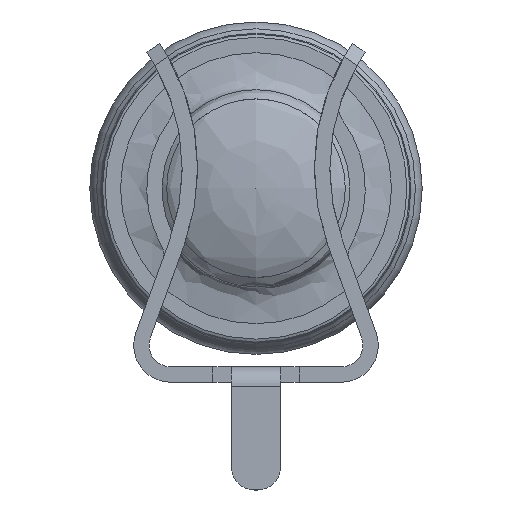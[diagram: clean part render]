
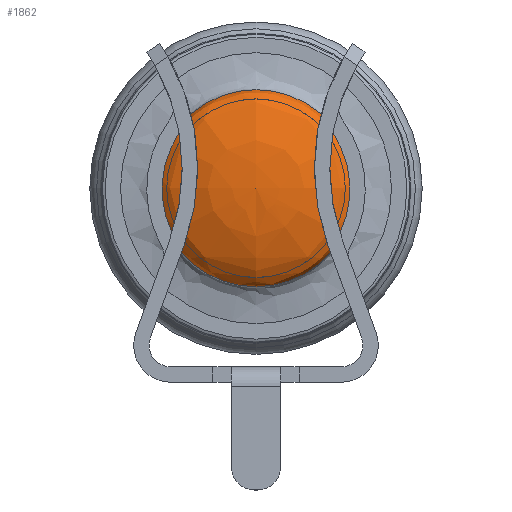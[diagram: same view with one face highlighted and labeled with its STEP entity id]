
A CAD part, left-side view. The second image highlights one B-rep face of the part: STEP entity #1862.
In plain terms, the highlighted free-form (B-spline) face has degree [3, 3] with [4, 7] control points.
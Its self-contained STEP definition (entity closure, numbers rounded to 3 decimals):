
#17 = CARTESIAN_POINT ( 'NONE',  ( 9., -1.875, -3.749 ) ) ;
#56 = CARTESIAN_POINT ( 'NONE',  ( 8., 3.2, -6.4 ) ) ;
#345 = CARTESIAN_POINT ( 'NONE',  ( 9., 0., 0. ) ) ;
#388 = CARTESIAN_POINT ( 'NONE',  ( 8.586, 3.2, 6.4 ) ) ;
#439 = DIRECTION ( 'NONE',  ( 0., 0., -1. ) ) ;
#682 = FACE_OUTER_BOUND ( 'NONE', #3984, .T. ) ;
#723 = CARTESIAN_POINT ( 'NONE',  ( 8., 3.2, 0. ) ) ;
#739 = CARTESIAN_POINT ( 'NONE',  ( 8.586, 3.2, -6.4 ) ) ;
#982 = CARTESIAN_POINT ( 'NONE',  ( 8.586, 3.2, 0. ) ) ;
#1035 = AXIS2_PLACEMENT_3D ( 'NONE', #2060, #2392, #439 ) ;
#1037 = CARTESIAN_POINT ( 'NONE',  ( 8.586, -3.2, -6.4 ) ) ;
#1063 = CARTESIAN_POINT ( 'NONE',  ( 9., 0., 0. ) ) ;
#1256 = EDGE_CURVE ( 'NONE', #3412, #3412, #2895, .T. ) ;
#1331 = CARTESIAN_POINT ( 'NONE',  ( 9., 1.875, -3.749 ) ) ;
#1353 = CARTESIAN_POINT ( 'NONE',  ( 9., 0., 0. ) ) ;
#1370 = CARTESIAN_POINT ( 'NONE',  ( 8.586, 3.2, 0. ) ) ;
#1386 = CARTESIAN_POINT ( 'NONE',  ( 8., 3.2, 0. ) ) ;
#1652 = CARTESIAN_POINT ( 'NONE',  ( 9., 1.875, 3.749 ) ) ;
#1696 = CARTESIAN_POINT ( 'NONE',  ( 8., -3.2, 0. ) ) ;
#1730 = CARTESIAN_POINT ( 'NONE',  ( 8.586, -3.2, 6.4 ) ) ;
#1862 = ADVANCED_FACE ( 'NONE', ( #682 ), #3187, .T. ) ;
#2060 = CARTESIAN_POINT ( 'NONE',  ( 8., 0., 0. ) ) ;
#2157 = CARTESIAN_POINT ( 'NONE',  ( 8., 0., -3.2 ) ) ;
#2336 = CARTESIAN_POINT ( 'NONE',  ( 8., 3.2, 6.4 ) ) ;
#2392 = DIRECTION ( 'NONE',  ( 1., 0., 0. ) ) ;
#2660 = CARTESIAN_POINT ( 'NONE',  ( 9., 1.875, 0. ) ) ;
#2679 = CARTESIAN_POINT ( 'NONE',  ( 9., 0., 0. ) ) ;
#2895 = CIRCLE ( 'NONE', #1035, 3.2 ) ;
#2933 = ORIENTED_EDGE ( 'NONE', *, *, #1256, .T. ) ;
#2955 = CARTESIAN_POINT ( 'NONE',  ( 9., -1.875, 0. ) ) ;
#2981 = CARTESIAN_POINT ( 'NONE',  ( 9., 0., 0. ) ) ;
#2997 = CARTESIAN_POINT ( 'NONE',  ( 8., -3.2, -6.4 ) ) ;
#3187 =( BOUNDED_SURFACE ( )  B_SPLINE_SURFACE ( 3, 3, ( 
 ( #3281, #345, #2981, #3985, #2679, #1353, #1063 ),
 ( #2660, #1652, #3949, #2955, #17, #1331, #3323 ),
 ( #982, #388, #1730, #3966, #1037, #739, #1370 ),
 ( #1386, #2336, #3633, #1696, #2997, #56, #723 ) ),
 .UNSPECIFIED., .F., .T., .F. ) 
 B_SPLINE_SURFACE_WITH_KNOTS ( ( 4, 4 ),
 ( 4, 3, 4 ),
 ( 0., 1. ),
 ( 0., 0.5, 1. ),
 .UNSPECIFIED. ) 
 GEOMETRIC_REPRESENTATION_ITEM ( )  RATIONAL_B_SPLINE_SURFACE ( (
 ( 1., 0.333, 0.333, 1., 0.333, 0.333, 1.),
 ( 0.805, 0.268, 0.268, 0.805, 0.268, 0.268, 0.805),
 ( 0.805, 0.268, 0.268, 0.805, 0.268, 0.268, 0.805),
 ( 1., 0.333, 0.333, 1., 0.333, 0.333, 1.) ) ) 
 REPRESENTATION_ITEM ( '' )  SURFACE ( )  );
#3281 = CARTESIAN_POINT ( 'NONE',  ( 9., 0., 0. ) ) ;
#3323 = CARTESIAN_POINT ( 'NONE',  ( 9., 1.875, 0. ) ) ;
#3412 = VERTEX_POINT ( 'NONE', #2157 ) ;
#3633 = CARTESIAN_POINT ( 'NONE',  ( 8., -3.2, 6.4 ) ) ;
#3949 = CARTESIAN_POINT ( 'NONE',  ( 9., -1.875, 3.749 ) ) ;
#3966 = CARTESIAN_POINT ( 'NONE',  ( 8.586, -3.2, 0. ) ) ;
#3984 = EDGE_LOOP ( 'NONE', ( #2933 ) ) ;
#3985 = CARTESIAN_POINT ( 'NONE',  ( 9., 0., 0. ) ) ;
